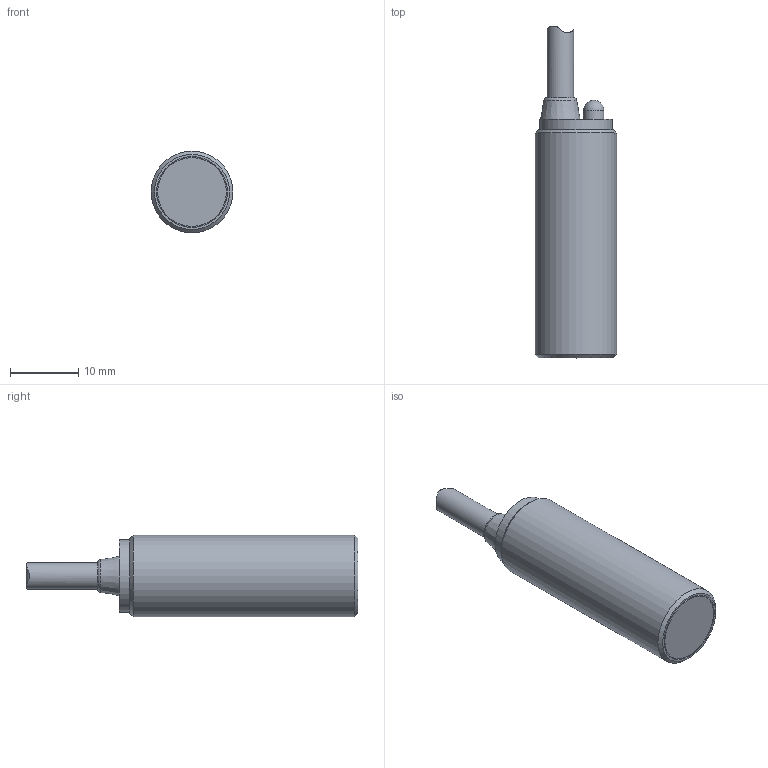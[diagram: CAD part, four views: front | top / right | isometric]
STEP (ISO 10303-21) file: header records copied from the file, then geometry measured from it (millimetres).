
FILE_DESCRIPTION(/* description */ (''),/* implementation_level */ '2;1');
FILE_NAME(/* name */ '300100_Shrinkwrap_1.stp',/* time_stamp */ '2022-03-18T13:37:34+01:00',/* author */ ('Krieger Anja'),/* organization */ (''),/* preprocessor_version */ 'ST-DEVELOPER v18.1',/* originating_system */ 'Autodesk Inventor 2021',/* authorisation */ '');
FILE_SCHEMA (('AUTOMOTIVE_DESIGN { 1 0 10303 214 3 1 1 }'));
Length unit declared in the file: millimetre
Products named in the file (1): 300100_Shrinkwrap_1
Bounding box: 12 x 48.7 x 12 mm (x, y, z)
Volume: 2098.5 mm3; surface area: 3731.1 mm2
Topology: 2 solids, 2 shells, 49 faces, 115 edges, 77 vertices
Faces by surface type: plane 25, cylinder 19, cone 3, sphere 1, torus 1
Full cylindrical faces by diameter (mm): 3 x1, 3.9 x2, 8.6 x1, 9 x1, 9.5 x1, 9.8 x1, 10 x1, 10.1 x1, 10.4 x1, 10.6 x1, 12 x1
Entity records: 1616 total; most frequent: CARTESIAN_POINT 301, DIRECTION 268, ORIENTED_EDGE 228, EDGE_CURVE 114, AXIS2_PLACEMENT_3D 108, VERTEX_POINT 77, CIRCLE 58, EDGE_LOOP 57
